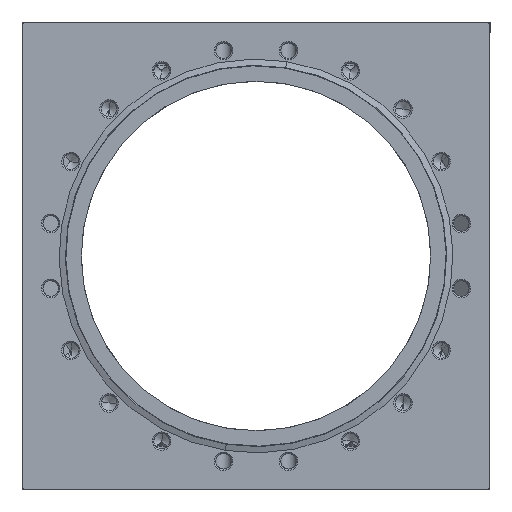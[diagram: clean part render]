
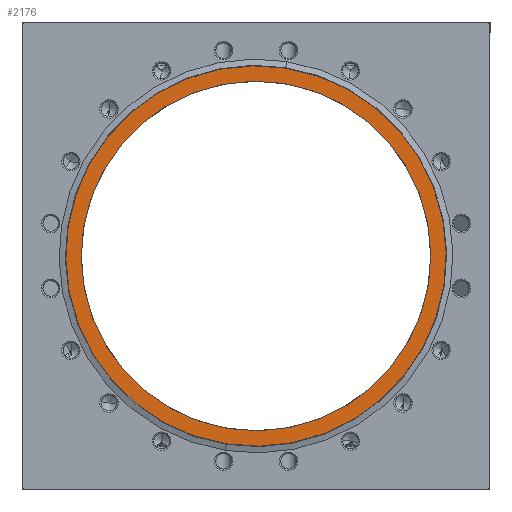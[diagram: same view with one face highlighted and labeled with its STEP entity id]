
A CAD part, left-side view. The second image highlights one B-rep face of the part: STEP entity #2176.
In plain terms, the highlighted face is planar.
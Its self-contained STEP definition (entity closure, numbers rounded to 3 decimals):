
#41 = DIRECTION ( 'NONE',  ( 0., 0., -1. ) ) ;
#674 = FACE_OUTER_BOUND ( 'NONE', #8757, .T. ) ;
#700 = CIRCLE ( 'NONE', #8228, 82.832 ) ;
#735 = EDGE_CURVE ( 'NONE', #7831, #10915, #1028, .T. ) ;
#1028 = CIRCLE ( 'NONE', #2538, 82.832 ) ;
#1407 = CARTESIAN_POINT ( 'NONE',  ( 0., 21.1, 0. ) ) ;
#1782 = DIRECTION ( 'NONE',  ( 0., -1., 0. ) ) ;
#1956 = PLANE ( 'NONE',  #8681 ) ;
#2007 = VERTEX_POINT ( 'NONE', #3703 ) ;
#2176 = ADVANCED_FACE ( 'NONE', ( #674, #7910 ), #1956, .F. ) ;
#2538 = AXIS2_PLACEMENT_3D ( 'NONE', #1407, #11127, #5072 ) ;
#2612 = AXIS2_PLACEMENT_3D ( 'NONE', #3348, #7804, #5138 ) ;
#3278 = CARTESIAN_POINT ( 'NONE',  ( 0., 21.1, 0. ) ) ;
#3348 = CARTESIAN_POINT ( 'NONE',  ( 0., 21.1, 0. ) ) ;
#3703 = CARTESIAN_POINT ( 'NONE',  ( 0., 21.1, 76.1 ) ) ;
#4365 = ORIENTED_EDGE ( 'NONE', *, *, #11013, .T. ) ;
#4762 = VERTEX_POINT ( 'NONE', #9865 ) ;
#4996 = EDGE_LOOP ( 'NONE', ( #10932, #6558 ) ) ;
#5072 = DIRECTION ( 'NONE',  ( 0., 0., 1. ) ) ;
#5138 = DIRECTION ( 'NONE',  ( 0., 0., 1. ) ) ;
#5546 = CARTESIAN_POINT ( 'NONE',  ( 0., 21.1, 82.832 ) ) ;
#5764 = DIRECTION ( 'NONE',  ( 0., 0., 1. ) ) ;
#6031 = DIRECTION ( 'NONE',  ( 0., 0., 1. ) ) ;
#6322 = CARTESIAN_POINT ( 'NONE',  ( -82.832, 21.1, 0. ) ) ;
#6558 = ORIENTED_EDGE ( 'NONE', *, *, #7555, .F. ) ;
#6567 = CARTESIAN_POINT ( 'NONE',  ( 0., 21.1, 0. ) ) ;
#7555 = EDGE_CURVE ( 'NONE', #4762, #2007, #10078, .T. ) ;
#7804 = DIRECTION ( 'NONE',  ( 0., 1., 0. ) ) ;
#7831 = VERTEX_POINT ( 'NONE', #5546 ) ;
#7867 = CARTESIAN_POINT ( 'NONE',  ( 0., 21.1, -82.832 ) ) ;
#7910 = FACE_BOUND ( 'NONE', #4996, .T. ) ;
#7923 = AXIS2_PLACEMENT_3D ( 'NONE', #3278, #8649, #6031 ) ;
#8228 = AXIS2_PLACEMENT_3D ( 'NONE', #6567, #9929, #5764 ) ;
#8649 = DIRECTION ( 'NONE',  ( 0., 1., 0. ) ) ;
#8681 = AXIS2_PLACEMENT_3D ( 'NONE', #6322, #1782, #41 ) ;
#8757 = EDGE_LOOP ( 'NONE', ( #11221, #4365 ) ) ;
#9474 = EDGE_CURVE ( 'NONE', #2007, #4762, #10310, .T. ) ;
#9865 = CARTESIAN_POINT ( 'NONE',  ( 0., 21.1, -76.1 ) ) ;
#9929 = DIRECTION ( 'NONE',  ( 0., 1., 0. ) ) ;
#10078 = CIRCLE ( 'NONE', #2612, 76.1 ) ;
#10310 = CIRCLE ( 'NONE', #7923, 76.1 ) ;
#10915 = VERTEX_POINT ( 'NONE', #7867 ) ;
#10932 = ORIENTED_EDGE ( 'NONE', *, *, #9474, .F. ) ;
#11013 = EDGE_CURVE ( 'NONE', #10915, #7831, #700, .T. ) ;
#11127 = DIRECTION ( 'NONE',  ( 0., 1., 0. ) ) ;
#11221 = ORIENTED_EDGE ( 'NONE', *, *, #735, .T. ) ;
